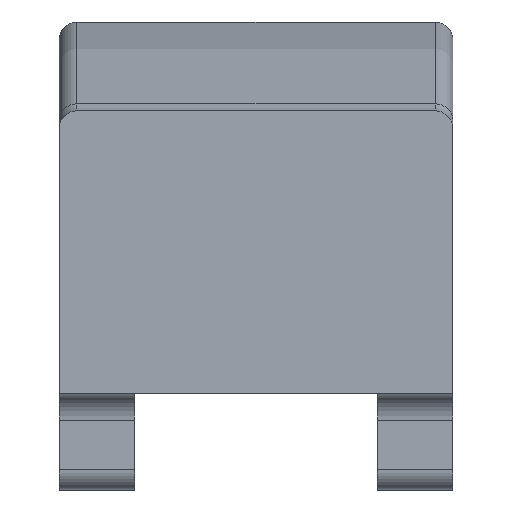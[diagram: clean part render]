
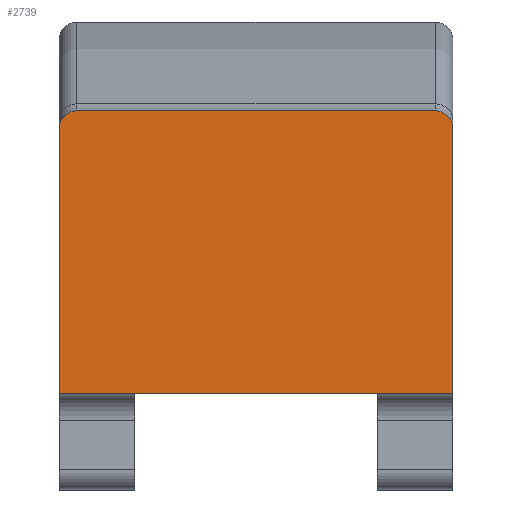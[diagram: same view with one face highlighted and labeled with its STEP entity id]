
A CAD part, front view. The second image highlights one B-rep face of the part: STEP entity #2739.
In plain terms, the highlighted planar face has unit normal (0, -1, 0).
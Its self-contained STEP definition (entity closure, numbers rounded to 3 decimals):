
#87=PLANE('',#2958);
#174=CIRCLE('',#2917,2.);
#191=CIRCLE('',#2942,2.);
#380=LINE('',#4172,#581);
#427=LINE('',#4428,#628);
#432=LINE('',#4447,#633);
#433=LINE('',#4451,#634);
#581=VECTOR('',#3207,10.);
#628=VECTOR('',#3414,10.);
#633=VECTOR('',#3435,10.);
#634=VECTOR('',#3440,10.);
#834=FACE_OUTER_BOUND('',#1000,.T.);
#1000=EDGE_LOOP('',(#2052,#2053,#2054,#2055,#2056,#2057));
#1193=VERTEX_POINT('',#4169);
#1194=VERTEX_POINT('',#4171);
#1247=VERTEX_POINT('',#4362);
#1248=VERTEX_POINT('',#4363);
#1262=VERTEX_POINT('',#4408);
#1263=VERTEX_POINT('',#4409);
#1464=EDGE_CURVE('',#1194,#1193,#380,.T.);
#1533=EDGE_CURVE('',#1247,#1248,#174,.T.);
#1556=EDGE_CURVE('',#1262,#1263,#191,.T.);
#1567=EDGE_CURVE('',#1194,#1247,#427,.T.);
#1577=EDGE_CURVE('',#1248,#1262,#432,.T.);
#1579=EDGE_CURVE('',#1263,#1193,#433,.T.);
#2052=ORIENTED_EDGE('',*,*,#1533,.F.);
#2053=ORIENTED_EDGE('',*,*,#1567,.F.);
#2054=ORIENTED_EDGE('',*,*,#1464,.T.);
#2055=ORIENTED_EDGE('',*,*,#1579,.F.);
#2056=ORIENTED_EDGE('',*,*,#1556,.F.);
#2057=ORIENTED_EDGE('',*,*,#1577,.F.);
#2739=ADVANCED_FACE('',(#834),#87,.T.);
#2917=AXIS2_PLACEMENT_3D('',#4364,#3337,#3338);
#2942=AXIS2_PLACEMENT_3D('',#4410,#3393,#3394);
#2958=AXIS2_PLACEMENT_3D('',#4450,#3438,#3439);
#3207=DIRECTION('',(1.,0.,0.));
#3337=DIRECTION('center_axis',(0.,1.,0.));
#3338=DIRECTION('ref_axis',(-0.707,0.,0.707));
#3393=DIRECTION('center_axis',(0.,1.,0.));
#3394=DIRECTION('ref_axis',(0.707,0.,0.707));
#3414=DIRECTION('',(0.,0.,1.));
#3435=DIRECTION('',(1.,0.,0.));
#3438=DIRECTION('center_axis',(0.,-1.,0.));
#3439=DIRECTION('ref_axis',(0.,0.,-1.));
#3440=DIRECTION('',(0.,0.,-1.));
#4169=CARTESIAN_POINT('',(44.5,0.,0.));
#4171=CARTESIAN_POINT('',(0.,0.,0.));
#4172=CARTESIAN_POINT('',(0.,0.,0.));
#4362=CARTESIAN_POINT('',(0.,0.,30.));
#4363=CARTESIAN_POINT('',(2.,0.,32.));
#4364=CARTESIAN_POINT('Origin',(2.,0.,30.));
#4408=CARTESIAN_POINT('',(42.5,0.,32.));
#4409=CARTESIAN_POINT('',(44.5,0.,30.));
#4410=CARTESIAN_POINT('Origin',(42.5,0.,30.));
#4428=CARTESIAN_POINT('',(0.,0.,0.));
#4447=CARTESIAN_POINT('',(0.,0.,32.));
#4450=CARTESIAN_POINT('Origin',(0.,0.,32.));
#4451=CARTESIAN_POINT('',(44.5,0.,0.));
